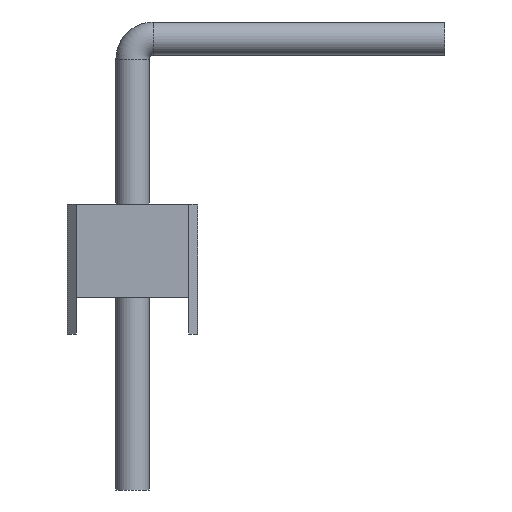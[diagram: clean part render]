
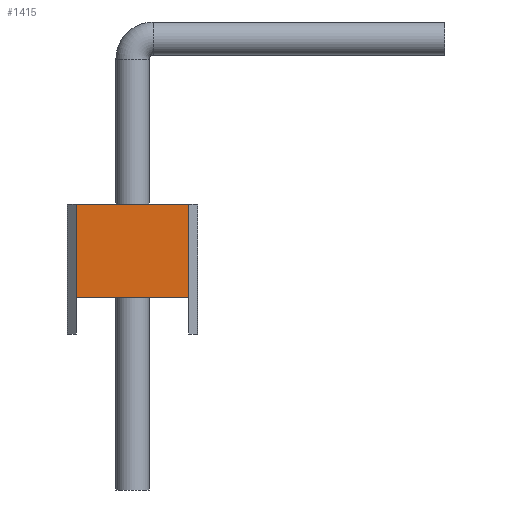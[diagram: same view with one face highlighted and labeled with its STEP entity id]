
A CAD part, left-side view. The second image highlights one B-rep face of the part: STEP entity #1415.
In plain terms, the highlighted planar face has unit normal (-1, 0, 0).
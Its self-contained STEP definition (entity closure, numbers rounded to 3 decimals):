
#1415=ADVANCED_FACE('',(#2657),#2659,.T.);
#2657=FACE_BOUND('',#2658,.T.);
#2658=EDGE_LOOP('',(#3324,#3325,#3326,#3327));
#2659=PLANE('',#2660);
#2660=AXIS2_PLACEMENT_3D('',#2661,#2662,#2663);
#2661=CARTESIAN_POINT('',(-1.27,1.08,0.));
#2662=DIRECTION('',(-1.,0.,0.));
#2663=DIRECTION('',(0.,-1.,0.));
#3324=ORIENTED_EDGE('',*,*,#3660,.T.);
#3325=ORIENTED_EDGE('',*,*,#3664,.T.);
#3326=ORIENTED_EDGE('',*,*,#3665,.F.);
#3327=ORIENTED_EDGE('',*,*,#3666,.F.);
#3660=EDGE_CURVE('',#4148,#4149,#4150,.T.);
#3664=EDGE_CURVE('',#4149,#4156,#4157,.T.);
#3665=EDGE_CURVE('',#4158,#4156,#4159,.T.);
#3666=EDGE_CURVE('',#4148,#4158,#4160,.T.);
#4148=VERTEX_POINT('',#5240);
#4149=VERTEX_POINT('',#5241);
#4150=LINE('',#5242,#5243);
#4156=VERTEX_POINT('',#5256);
#4157=LINE('',#5257,#5258);
#4158=VERTEX_POINT('',#5260);
#4159=LINE('',#5261,#5262);
#4160=LINE('',#5264,#5265);
#5240=CARTESIAN_POINT('',(-1.27,1.08,0.7));
#5241=CARTESIAN_POINT('',(-1.27,-1.08,0.7));
#5242=CARTESIAN_POINT('',(-1.27,1.08,0.7));
#5243=VECTOR('',#5244,1.);
#5244=DIRECTION('',(0.,-1.,0.));
#5256=CARTESIAN_POINT('',(-1.27,-1.08,2.5));
#5257=CARTESIAN_POINT('',(-1.27,-1.08,0.7));
#5258=VECTOR('',#5259,1.);
#5259=DIRECTION('',(0.,0.,1.));
#5260=CARTESIAN_POINT('',(-1.27,1.08,2.5));
#5261=CARTESIAN_POINT('',(-1.27,1.08,2.5));
#5262=VECTOR('',#5263,1.);
#5263=DIRECTION('',(0.,-1.,0.));
#5264=CARTESIAN_POINT('',(-1.27,1.08,0.7));
#5265=VECTOR('',#5266,1.);
#5266=DIRECTION('',(0.,0.,1.));
